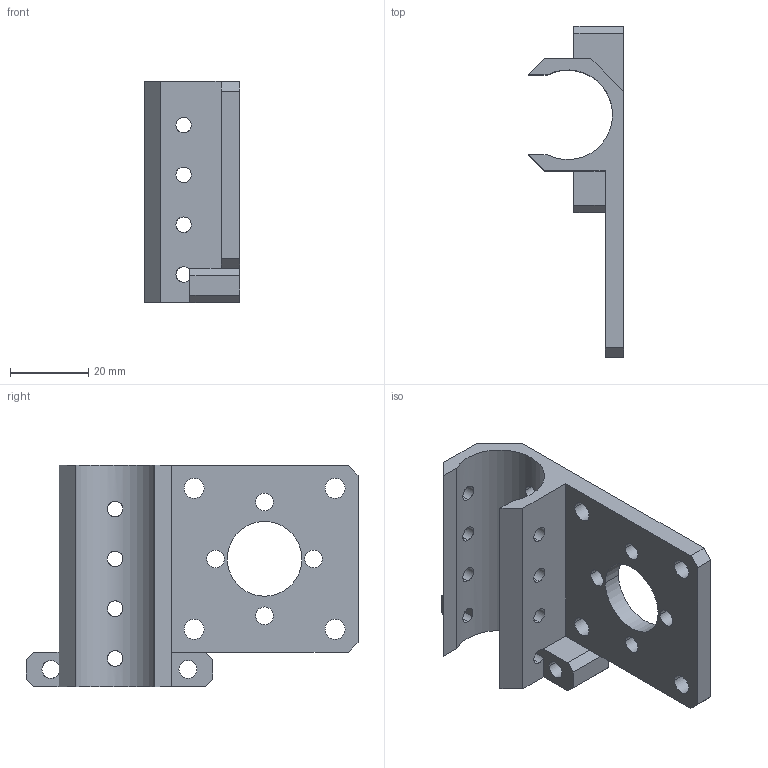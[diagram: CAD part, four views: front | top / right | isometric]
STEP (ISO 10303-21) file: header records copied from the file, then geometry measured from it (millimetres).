
FILE_DESCRIPTION (( 'STEP AP214' ), '1' );
FILE_NAME ('Planetary Mount Built in Clamp.STEP', '2021-04-13T21:10:43', ( '' ), ( '' ), 'SwSTEP 2.0', 'SolidWorks 2020', '' );
FILE_SCHEMA (( 'AUTOMOTIVE_DESIGN' ));
Length unit declared in the file: inch
Products named in the file (1): Planetary Mount Built in Clamp
Bounding box: 24.33 x 84.62 x 56.36 mm (x, y, z)
Volume: 22671.4 mm3; surface area: 14122.5 mm2
Topology: 1 solids, 1 shells, 89 faces, 263 edges, 175 vertices
Faces by surface type: cylinder 53, plane 28, cone 8
Entity records: 3733 total; most frequent: CARTESIAN_POINT 1182, ORIENTED_EDGE 526, DIRECTION 511, EDGE_CURVE 263, AXIS2_PLACEMENT_3D 186, VERTEX_POINT 175, VECTOR 139, LINE 139
